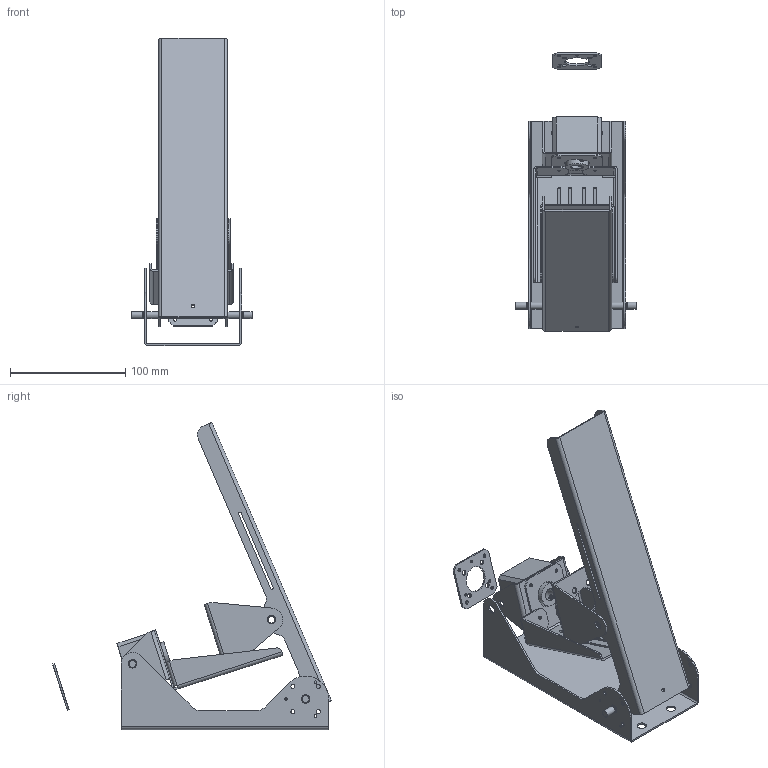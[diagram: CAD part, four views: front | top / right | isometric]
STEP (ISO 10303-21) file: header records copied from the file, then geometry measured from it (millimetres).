
FILE_DESCRIPTION(/* description */ (''),/* implementation_level */ '2;1');
FILE_NAME(/* name */ 'A02_OB_200326_WO_SmallParts.step',/* time_stamp */ '2020-03-29T16:44:56+02:00',/* author */ (''),/* organization */ (''),/* preprocessor_version */ 'ST-DEVELOPER v18',/* originating_system */ 'Autodesk Translation Framework v8.12.0.6',/* authorisation */ '');
FILE_SCHEMA (('AUTOMOTIVE_DESIGN { 1 0 10303 214 3 1 1 }'));
Length unit declared in the file: millimetre
Products named in the file (14): A02_OB_200326; A01_OB_200326; P0001_OB_200326; A03_OB_200326; P0002_OB_200326; A05_OB_200327; P0005_OB_200326; P0008_OB_200327; P0009_OB_200326; P0010_OB_200328; P0003_OB_200326; A04_OB_200326; P0004_OB_200326; P0007_OB_200327
Assembly tree (13 placements, depth 4):
  A02_OB_200326
    A01_OB_200326
      P0001_OB_200326
    A03_OB_200326
      P0002_OB_200326
      A05_OB_200327
        P0005_OB_200326
        P0008_OB_200327
      P0009_OB_200326
      P0010_OB_200328
    P0003_OB_200326
    A04_OB_200326
      P0004_OB_200326
    P0007_OB_200327
Bounding box: 104.45 x 241.63 x 266.37 mm (x, y, z)
Volume: 161207.2 mm3; surface area: 176355.1 mm2
Topology: 9 solids, 9 shells, 499 faces, 1374 edges, 904 vertices
Faces by surface type: cylinder 283, plane 186, bspline 23, cone 7
Full cylindrical faces by diameter (mm): 2.1 x9, 2.529 x7, 3 x19, 3.086 x8, 3.332 x36, 3.5 x8, 4.109 x34, 4.2 x4, 5 x7, 5.8 x4, 6 x11, 7.2 x6, 8 x4, 10 x1, 20 x2, 22 x4, 23 x1, 25.25 x1, 30 x1, 35 x2
Entity records: 23040 total; most frequent: CARTESIAN_POINT 9947, ORIENTED_EDGE 2748, DIRECTION 2475, EDGE_CURVE 1374, AXIS2_PLACEMENT_3D 933, VERTEX_POINT 904, EDGE_LOOP 668, LINE 609
